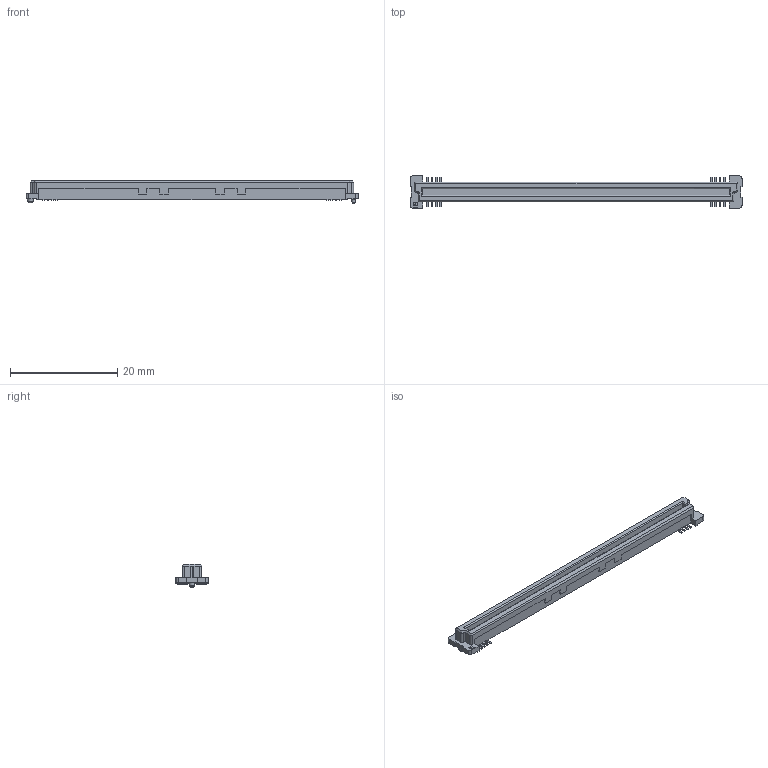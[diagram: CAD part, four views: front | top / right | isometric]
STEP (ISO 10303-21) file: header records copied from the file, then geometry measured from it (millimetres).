
FILE_DESCRIPTION(/* description */ (''),/* implementation_level */ '2;1');
FILE_NAME(/* name */ 'FCI_61082-141402LF.stp',/* time_stamp */ '2017-08-10T12:07:11+02:00',/* author */ ('jchouvet'),/* organization */ ('FCI - ELX Division'),/* preprocessor_version */ 'ST-DEVELOPER v16.1',/* originating_system */ 'AutoCAD Mechanical',/* authorisation */ '');
FILE_SCHEMA (('AUTOMOTIVE_DESIGN { 1 0 10303 214 3 1 1 }'));
Length unit declared in the file: millimetre
Products named in the file (1): Product
Bounding box: 61.8 x 6 x 4.35 mm (x, y, z)
Volume: 606.8 mm3; surface area: 1253.3 mm2
Topology: 17 solids, 17 shells, 246 faces, 605 edges, 397 vertices
Faces by surface type: plane 217, cylinder 16, cone 11, bspline 1, sphere 1
Entity records: 7129 total; most frequent: CARTESIAN_POINT 1271, ORIENTED_EDGE 1200, DIRECTION 1135, EDGE_CURVE 600, LINE 555, VECTOR 555, VERTEX_POINT 396, AXIS2_PLACEMENT_3D 290
